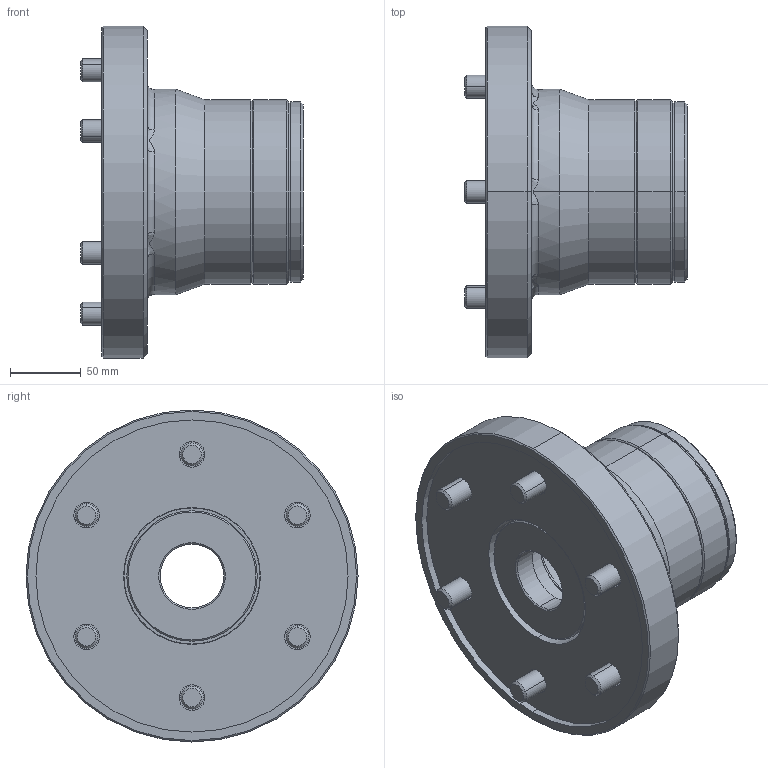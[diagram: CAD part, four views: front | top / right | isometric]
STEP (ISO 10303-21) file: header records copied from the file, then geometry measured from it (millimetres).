
FILE_DESCRIPTION (( 'STEP AP203' ), '1' );
FILE_NAME ('CF-CL-6022.STEP', '2020-10-30T05:10:59', ( '' ), ( '' ), 'SwSTEP 2.0', 'SolidWorks 2016', '' );
FILE_SCHEMA (( 'CONFIG_CONTROL_DESIGN' ));
Length unit declared in the file: millimetre
Products named in the file (5): CL-6022-01010; CL-6017-02000; CL-6022-04010; 圓頭內六角螺栓_M16x30; CF-CL-6022
Assembly tree (9 placements, depth 2):
  CF-CL-6022
    CL-6022-01010
    CL-6017-02000
    CL-6022-04010
    圓頭內六角螺栓_M16x30  x6
Bounding box: 157 x 234 x 234 mm (x, y, z)
Volume: 1897587.5 mm3; surface area: 280414.1 mm2
Topology: 9 solids, 9 shells, 303 faces, 672 edges, 402 vertices
Faces by surface type: plane 117, cylinder 90, cone 80, torus 10, bspline 6
Entity records: 6319 total; most frequent: CARTESIAN_POINT 1647, DIRECTION 958, ORIENTED_EDGE 760, AXIS2_PLACEMENT_3D 407, EDGE_CURVE 380, VERTEX_POINT 232, CIRCLE 228, EDGE_LOOP 208
